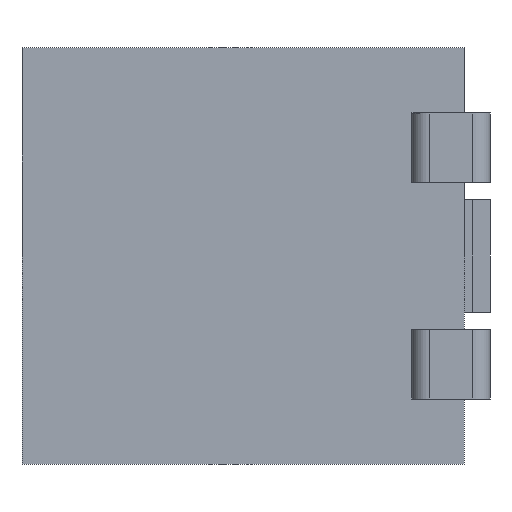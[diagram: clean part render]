
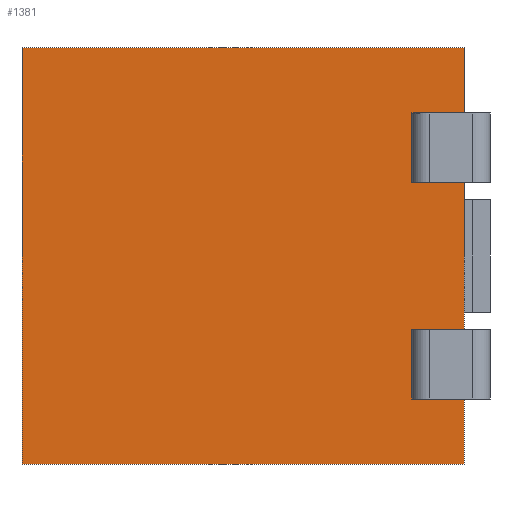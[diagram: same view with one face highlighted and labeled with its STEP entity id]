
A CAD part, left-side view. The second image highlights one B-rep face of the part: STEP entity #1381.
In plain terms, the highlighted planar face has unit normal (-1, 0, 0).
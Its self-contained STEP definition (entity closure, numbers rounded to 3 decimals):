
#107 = DIRECTION ( 'NONE',  ( 0., -1., 0. ) ) ;
#341 = LINE ( 'NONE', #7653, #6334 ) ;
#365 = EDGE_CURVE ( 'NONE', #8324, #6604, #8556, .T. ) ;
#484 = VECTOR ( 'NONE', #6751, 1000. ) ;
#572 = CARTESIAN_POINT ( 'NONE',  ( -1.75, 0.6, -1.65 ) ) ;
#629 = CARTESIAN_POINT ( 'NONE',  ( -1.75, 0.6, 0.85 ) ) ;
#700 = VECTOR ( 'NONE', #8261, 1000. ) ;
#883 = VERTEX_POINT ( 'NONE', #2095 ) ;
#969 = VECTOR ( 'NONE', #7040, 1000. ) ;
#998 = LINE ( 'NONE', #3872, #484 ) ;
#1028 = VERTEX_POINT ( 'NONE', #572 ) ;
#1084 = VECTOR ( 'NONE', #6848, 1000. ) ;
#1159 = LINE ( 'NONE', #6409, #8719 ) ;
#1169 = DIRECTION ( 'NONE',  ( 0., 1., 0. ) ) ;
#1226 = VECTOR ( 'NONE', #7663, 1000. ) ;
#1297 = DIRECTION ( 'NONE',  ( 0., 0., -1. ) ) ;
#1381 = ADVANCED_FACE ( 'NONE', ( #9044, #8347, #1866 ), #7554, .F. ) ;
#1461 = VERTEX_POINT ( 'NONE', #7346 ) ;
#1836 = CARTESIAN_POINT ( 'NONE',  ( -1.75, 0.6, -0.85 ) ) ;
#1850 = VERTEX_POINT ( 'NONE', #4773 ) ;
#1866 = FACE_BOUND ( 'NONE', #4270, .T. ) ;
#2095 = CARTESIAN_POINT ( 'NONE',  ( -1.75, 0.4, -1.65 ) ) ;
#2291 = LINE ( 'NONE', #6629, #2414 ) ;
#2341 = DIRECTION ( 'NONE',  ( 0., -1., 0. ) ) ;
#2414 = VECTOR ( 'NONE', #2341, 1000. ) ;
#2440 = CARTESIAN_POINT ( 'NONE',  ( -1.75, 0., -2.4 ) ) ;
#2462 = CARTESIAN_POINT ( 'NONE',  ( -1.75, 5.1, 2.4 ) ) ;
#2551 = ORIENTED_EDGE ( 'NONE', *, *, #2898, .F. ) ;
#2708 = DIRECTION ( 'NONE',  ( 1., 0., 0. ) ) ;
#2791 = CARTESIAN_POINT ( 'NONE',  ( -1.75, 5.1, 2.4 ) ) ;
#2849 = EDGE_CURVE ( 'NONE', #8259, #1850, #7521, .T. ) ;
#2857 = CARTESIAN_POINT ( 'NONE',  ( -1.75, 0., -2.4 ) ) ;
#2872 = VECTOR ( 'NONE', #107, 1000. ) ;
#2898 = EDGE_CURVE ( 'NONE', #883, #3871, #998, .T. ) ;
#2916 = CARTESIAN_POINT ( 'NONE',  ( -1.75, 0.6, -0.85 ) ) ;
#2926 = VERTEX_POINT ( 'NONE', #4100 ) ;
#2961 = EDGE_CURVE ( 'NONE', #8829, #1850, #7421, .T. ) ;
#2982 = EDGE_CURVE ( 'NONE', #1028, #883, #5784, .T. ) ;
#3128 = EDGE_CURVE ( 'NONE', #1461, #8324, #341, .T. ) ;
#3402 = CARTESIAN_POINT ( 'NONE',  ( -1.75, 0.6, 1.65 ) ) ;
#3567 = ORIENTED_EDGE ( 'NONE', *, *, #3128, .F. ) ;
#3660 = ORIENTED_EDGE ( 'NONE', *, *, #365, .F. ) ;
#3674 = CARTESIAN_POINT ( 'NONE',  ( -1.75, 0.6, 0.85 ) ) ;
#3811 = CARTESIAN_POINT ( 'NONE',  ( -1.75, 0.6, -1.65 ) ) ;
#3821 = ORIENTED_EDGE ( 'NONE', *, *, #7035, .F. ) ;
#3871 = VERTEX_POINT ( 'NONE', #7550 ) ;
#3872 = CARTESIAN_POINT ( 'NONE',  ( -1.75, 0.4, -1.65 ) ) ;
#3977 = VERTEX_POINT ( 'NONE', #4129 ) ;
#4100 = CARTESIAN_POINT ( 'NONE',  ( -1.75, 5.1, -2.4 ) ) ;
#4129 = CARTESIAN_POINT ( 'NONE',  ( -1.75, 0.4, 0.85 ) ) ;
#4150 = ORIENTED_EDGE ( 'NONE', *, *, #2849, .F. ) ;
#4157 = ORIENTED_EDGE ( 'NONE', *, *, #7300, .F. ) ;
#4223 = DIRECTION ( 'NONE',  ( 0., 0., 1. ) ) ;
#4270 = EDGE_LOOP ( 'NONE', ( #2551, #8752, #5663, #7027 ) ) ;
#4313 = LINE ( 'NONE', #7871, #5393 ) ;
#4323 = VECTOR ( 'NONE', #7467, 1000. ) ;
#4738 = EDGE_LOOP ( 'NONE', ( #4157, #7650, #3660, #3567 ) ) ;
#4773 = CARTESIAN_POINT ( 'NONE',  ( -1.75, 0., 2.4 ) ) ;
#5009 = ORIENTED_EDGE ( 'NONE', *, *, #2961, .T. ) ;
#5044 = EDGE_CURVE ( 'NONE', #8629, #1028, #5176, .T. ) ;
#5057 = EDGE_CURVE ( 'NONE', #6604, #3977, #5877, .T. ) ;
#5176 = LINE ( 'NONE', #8178, #700 ) ;
#5393 = VECTOR ( 'NONE', #4223, 1000. ) ;
#5430 = ORIENTED_EDGE ( 'NONE', *, *, #8036, .T. ) ;
#5663 = ORIENTED_EDGE ( 'NONE', *, *, #5044, .F. ) ;
#5784 = LINE ( 'NONE', #3811, #2872 ) ;
#5877 = LINE ( 'NONE', #8825, #4323 ) ;
#6334 = VECTOR ( 'NONE', #1169, 1000. ) ;
#6409 = CARTESIAN_POINT ( 'NONE',  ( -1.75, 5.1, -2.4 ) ) ;
#6604 = VERTEX_POINT ( 'NONE', #3674 ) ;
#6629 = CARTESIAN_POINT ( 'NONE',  ( -1.75, 5.1, -2.4 ) ) ;
#6751 = DIRECTION ( 'NONE',  ( 0., 0., 1. ) ) ;
#6798 = LINE ( 'NONE', #1836, #1084 ) ;
#6848 = DIRECTION ( 'NONE',  ( 0., 1., 0. ) ) ;
#6946 = VECTOR ( 'NONE', #8128, 1000. ) ;
#7027 = ORIENTED_EDGE ( 'NONE', *, *, #9282, .F. ) ;
#7035 = EDGE_CURVE ( 'NONE', #2926, #8259, #1159, .T. ) ;
#7040 = DIRECTION ( 'NONE',  ( 0., 0., -1. ) ) ;
#7136 = DIRECTION ( 'NONE',  ( 0., 0., 1. ) ) ;
#7292 = AXIS2_PLACEMENT_3D ( 'NONE', #7962, #2708, #1297 ) ;
#7300 = EDGE_CURVE ( 'NONE', #3977, #1461, #4313, .T. ) ;
#7346 = CARTESIAN_POINT ( 'NONE',  ( -1.75, 0.4, 1.65 ) ) ;
#7421 = LINE ( 'NONE', #2857, #6946 ) ;
#7467 = DIRECTION ( 'NONE',  ( 0., -1., 0. ) ) ;
#7521 = LINE ( 'NONE', #2462, #1226 ) ;
#7550 = CARTESIAN_POINT ( 'NONE',  ( -1.75, 0.4, -0.85 ) ) ;
#7554 = PLANE ( 'NONE',  #7292 ) ;
#7650 = ORIENTED_EDGE ( 'NONE', *, *, #5057, .F. ) ;
#7653 = CARTESIAN_POINT ( 'NONE',  ( -1.75, 0.6, 1.65 ) ) ;
#7663 = DIRECTION ( 'NONE',  ( 0., -1., 0. ) ) ;
#7871 = CARTESIAN_POINT ( 'NONE',  ( -1.75, 0.4, 0.85 ) ) ;
#7962 = CARTESIAN_POINT ( 'NONE',  ( -1.75, 5.1, -2.4 ) ) ;
#8036 = EDGE_CURVE ( 'NONE', #2926, #8829, #2291, .T. ) ;
#8128 = DIRECTION ( 'NONE',  ( 0., 0., 1. ) ) ;
#8178 = CARTESIAN_POINT ( 'NONE',  ( -1.75, 0.6, -1.65 ) ) ;
#8259 = VERTEX_POINT ( 'NONE', #2791 ) ;
#8261 = DIRECTION ( 'NONE',  ( 0., 0., -1. ) ) ;
#8324 = VERTEX_POINT ( 'NONE', #3402 ) ;
#8347 = FACE_OUTER_BOUND ( 'NONE', #9306, .T. ) ;
#8556 = LINE ( 'NONE', #629, #969 ) ;
#8629 = VERTEX_POINT ( 'NONE', #2916 ) ;
#8719 = VECTOR ( 'NONE', #7136, 1000. ) ;
#8752 = ORIENTED_EDGE ( 'NONE', *, *, #2982, .F. ) ;
#8825 = CARTESIAN_POINT ( 'NONE',  ( -1.75, 0.6, 0.85 ) ) ;
#8829 = VERTEX_POINT ( 'NONE', #2440 ) ;
#9044 = FACE_BOUND ( 'NONE', #4738, .T. ) ;
#9282 = EDGE_CURVE ( 'NONE', #3871, #8629, #6798, .T. ) ;
#9306 = EDGE_LOOP ( 'NONE', ( #5009, #4150, #3821, #5430 ) ) ;
